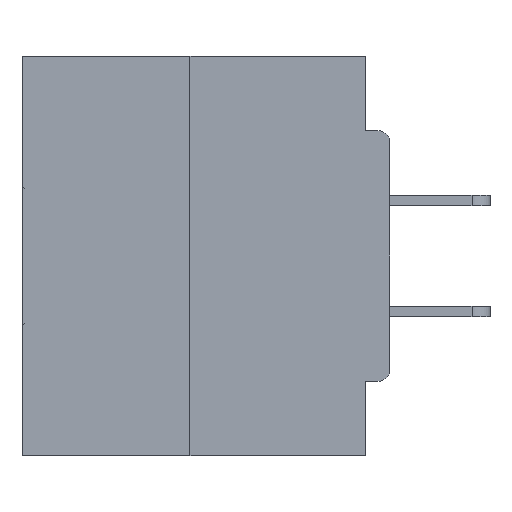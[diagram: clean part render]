
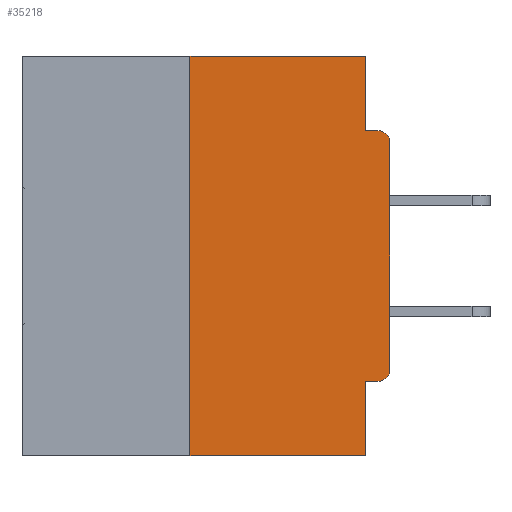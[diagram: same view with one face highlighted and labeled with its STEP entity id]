
A CAD part, left-side view. The second image highlights one B-rep face of the part: STEP entity #35218.
In plain terms, the highlighted planar face has unit normal (-1, 0, 0).
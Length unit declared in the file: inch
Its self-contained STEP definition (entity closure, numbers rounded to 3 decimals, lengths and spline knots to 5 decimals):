
#1303 = CARTESIAN_POINT ( 'NONE',  ( 0., 0.015, -0.1085 ) ) ;
#1787 = CARTESIAN_POINT ( 'NONE',  ( 0., 0.25, 0. ) ) ;
#3047 = AXIS2_PLACEMENT_3D ( 'NONE', #7108, #35244, #28934 ) ;
#3195 = CARTESIAN_POINT ( 'NONE',  ( 0., 0.46, -0.5 ) ) ;
#3205 = LINE ( 'NONE', #21395, #24016 ) ;
#3977 = EDGE_CURVE ( 'NONE', #16941, #25333, #36361, .T. ) ;
#4491 = DIRECTION ( 'NONE',  ( -1., 0., 0. ) ) ;
#4952 = DIRECTION ( 'NONE',  ( 0., 0., 1. ) ) ;
#4958 = ORIENTED_EDGE ( 'NONE', *, *, #12573, .T. ) ;
#6067 = DIRECTION ( 'NONE',  ( 0., 1., 0. ) ) ;
#6205 = VECTOR ( 'NONE', #22520, 39.37008 ) ;
#7108 = CARTESIAN_POINT ( 'NONE',  ( 0., 0.46, 0. ) ) ;
#7201 = VECTOR ( 'NONE', #11520, 39.37008 ) ;
#7246 = ORIENTED_EDGE ( 'NONE', *, *, #24142, .F. ) ;
#7409 = VERTEX_POINT ( 'NONE', #39948 ) ;
#7902 = VERTEX_POINT ( 'NONE', #36004 ) ;
#7935 = EDGE_LOOP ( 'NONE', ( #20905, #7246, #39892, #32628, #37409, #14067, #17895, #4958, #12136, #35259 ) ) ;
#8434 = VECTOR ( 'NONE', #37623, 39.37008 ) ;
#9546 = EDGE_CURVE ( 'NONE', #7409, #16941, #10966, .T. ) ;
#9615 = AXIS2_PLACEMENT_3D ( 'NONE', #33910, #17935, #20981 ) ;
#9817 = DIRECTION ( 'NONE',  ( 0., -1., 0. ) ) ;
#10012 = CARTESIAN_POINT ( 'NONE',  ( 0., 0.031, 0. ) ) ;
#10660 = DIRECTION ( 'NONE',  ( 0., -1., 0. ) ) ;
#10794 = VERTEX_POINT ( 'NONE', #22097 ) ;
#10966 = CIRCLE ( 'NONE', #9615, 0.015 ) ;
#11520 = DIRECTION ( 'NONE',  ( 0., 0., 1. ) ) ;
#12136 = ORIENTED_EDGE ( 'NONE', *, *, #22473, .F. ) ;
#12573 = EDGE_CURVE ( 'NONE', #25333, #7902, #32390, .T. ) ;
#13545 = FACE_OUTER_BOUND ( 'NONE', #7935, .T. ) ;
#14067 = ORIENTED_EDGE ( 'NONE', *, *, #9546, .T. ) ;
#14428 = DIRECTION ( 'NONE',  ( 0., 0., -1. ) ) ;
#15334 = CARTESIAN_POINT ( 'NONE',  ( 0., 0., -0.4065 ) ) ;
#16380 = LINE ( 'NONE', #15334, #23275 ) ;
#16941 = VERTEX_POINT ( 'NONE', #22826 ) ;
#17895 = ORIENTED_EDGE ( 'NONE', *, *, #3977, .T. ) ;
#17935 = DIRECTION ( 'NONE',  ( -1., 0., 0. ) ) ;
#18229 = VECTOR ( 'NONE', #4952, 39.37008 ) ;
#18548 = VERTEX_POINT ( 'NONE', #19698 ) ;
#19698 = CARTESIAN_POINT ( 'NONE',  ( 0., 0.25, -0.5 ) ) ;
#20905 = ORIENTED_EDGE ( 'NONE', *, *, #29110, .F. ) ;
#20981 = DIRECTION ( 'NONE',  ( 0., 0., -1. ) ) ;
#21395 = CARTESIAN_POINT ( 'NONE',  ( 0., 0., -0.0935 ) ) ;
#22097 = CARTESIAN_POINT ( 'NONE',  ( 0., 0.031, -0.0935 ) ) ;
#22473 = EDGE_CURVE ( 'NONE', #10794, #7902, #3205, .T. ) ;
#22475 = CARTESIAN_POINT ( 'NONE',  ( 0., 0.46, 0. ) ) ;
#22520 = DIRECTION ( 'NONE',  ( 0., 0., -1. ) ) ;
#22826 = CARTESIAN_POINT ( 'NONE',  ( 0., 0., -0.3915 ) ) ;
#23275 = VECTOR ( 'NONE', #6067, 39.37008 ) ;
#24016 = VECTOR ( 'NONE', #10660, 39.37008 ) ;
#24142 = EDGE_CURVE ( 'NONE', #18548, #31464, #34996, .T. ) ;
#24399 = VECTOR ( 'NONE', #29079, 39.37008 ) ;
#24598 = EDGE_CURVE ( 'NONE', #7409, #33372, #16380, .T. ) ;
#25190 = EDGE_CURVE ( 'NONE', #33372, #38738, #37065, .T. ) ;
#25333 = VERTEX_POINT ( 'NONE', #37598 ) ;
#26561 = CARTESIAN_POINT ( 'NONE',  ( 0., 0.031, -0.4065 ) ) ;
#28550 = EDGE_CURVE ( 'NONE', #31781, #10794, #32909, .T. ) ;
#28934 = DIRECTION ( 'NONE',  ( 0., 0., -1. ) ) ;
#29079 = DIRECTION ( 'NONE',  ( 0., -1., 0. ) ) ;
#29110 = EDGE_CURVE ( 'NONE', #31464, #31781, #40751, .T. ) ;
#30183 = CARTESIAN_POINT ( 'NONE',  ( 0., 0., 0. ) ) ;
#31003 = CARTESIAN_POINT ( 'NONE',  ( 0., 0.031, -0.5 ) ) ;
#31464 = VERTEX_POINT ( 'NONE', #34888 ) ;
#31781 = VERTEX_POINT ( 'NONE', #39771 ) ;
#32091 = PLANE ( 'NONE',  #3047 ) ;
#32390 = CIRCLE ( 'NONE', #35050, 0.015 ) ;
#32628 = ORIENTED_EDGE ( 'NONE', *, *, #25190, .F. ) ;
#32909 = LINE ( 'NONE', #10012, #6205 ) ;
#33372 = VERTEX_POINT ( 'NONE', #26561 ) ;
#33757 = LINE ( 'NONE', #3195, #24399 ) ;
#33910 = CARTESIAN_POINT ( 'NONE',  ( 0., 0.015, -0.3915 ) ) ;
#34888 = CARTESIAN_POINT ( 'NONE',  ( 0., 0.25, 0. ) ) ;
#34996 = LINE ( 'NONE', #1787, #18229 ) ;
#35050 = AXIS2_PLACEMENT_3D ( 'NONE', #1303, #4491, #14428 ) ;
#35198 = EDGE_CURVE ( 'NONE', #18548, #38738, #33757, .T. ) ;
#35218 = ADVANCED_FACE ( 'NONE', ( #13545 ), #32091, .F. ) ;
#35244 = DIRECTION ( 'NONE',  ( 1., 0., 0. ) ) ;
#35259 = ORIENTED_EDGE ( 'NONE', *, *, #28550, .F. ) ;
#36004 = CARTESIAN_POINT ( 'NONE',  ( 0., 0.015, -0.0935 ) ) ;
#36361 = LINE ( 'NONE', #30183, #7201 ) ;
#37065 = LINE ( 'NONE', #31003, #8434 ) ;
#37409 = ORIENTED_EDGE ( 'NONE', *, *, #24598, .F. ) ;
#37598 = CARTESIAN_POINT ( 'NONE',  ( 0., 0., -0.1085 ) ) ;
#37623 = DIRECTION ( 'NONE',  ( 0., 0., -1. ) ) ;
#38738 = VERTEX_POINT ( 'NONE', #40408 ) ;
#39323 = VECTOR ( 'NONE', #9817, 39.37008 ) ;
#39771 = CARTESIAN_POINT ( 'NONE',  ( 0., 0.031, 0. ) ) ;
#39892 = ORIENTED_EDGE ( 'NONE', *, *, #35198, .T. ) ;
#39948 = CARTESIAN_POINT ( 'NONE',  ( 0., 0.015, -0.4065 ) ) ;
#40408 = CARTESIAN_POINT ( 'NONE',  ( 0., 0.031, -0.5 ) ) ;
#40751 = LINE ( 'NONE', #22475, #39323 ) ;
